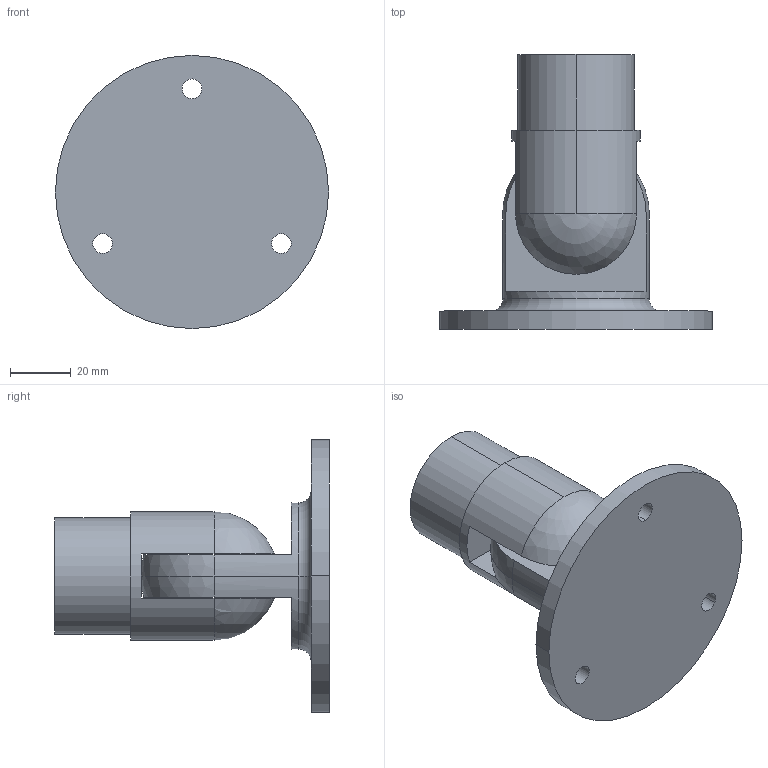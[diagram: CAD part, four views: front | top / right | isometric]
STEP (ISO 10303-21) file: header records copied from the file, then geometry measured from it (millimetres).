
FILE_DESCRIPTION (( 'STEP AP203' ), '1' );
FILE_NAME ('3D_GB3134_48.3x2_188701844.STEP', '2024-10-08T12:56:39', ( '' ), ( '' ), 'SwSTEP 2.0', 'SolidWorks 2024', '' );
FILE_SCHEMA (( 'CONFIG_CONTROL_DESIGN' ));
Length unit declared in the file: millimetre
Products named in the file (1): 3D_GB3134_48.3x2_188701844
Bounding box: 90 x 90.5 x 90 mm (x, y, z)
Volume: 123907.7 mm3; surface area: 35814.6 mm2
Topology: 2 solids, 2 shells, 42 faces, 98 edges, 61 vertices
Faces by surface type: cylinder 18, plane 12, cone 6, sphere 4, torus 2
Entity records: 1299 total; most frequent: DIRECTION 242, CARTESIAN_POINT 200, ORIENTED_EDGE 192, AXIS2_PLACEMENT_3D 103, EDGE_CURVE 96, VERTEX_POINT 61, CIRCLE 60, EDGE_LOOP 53
